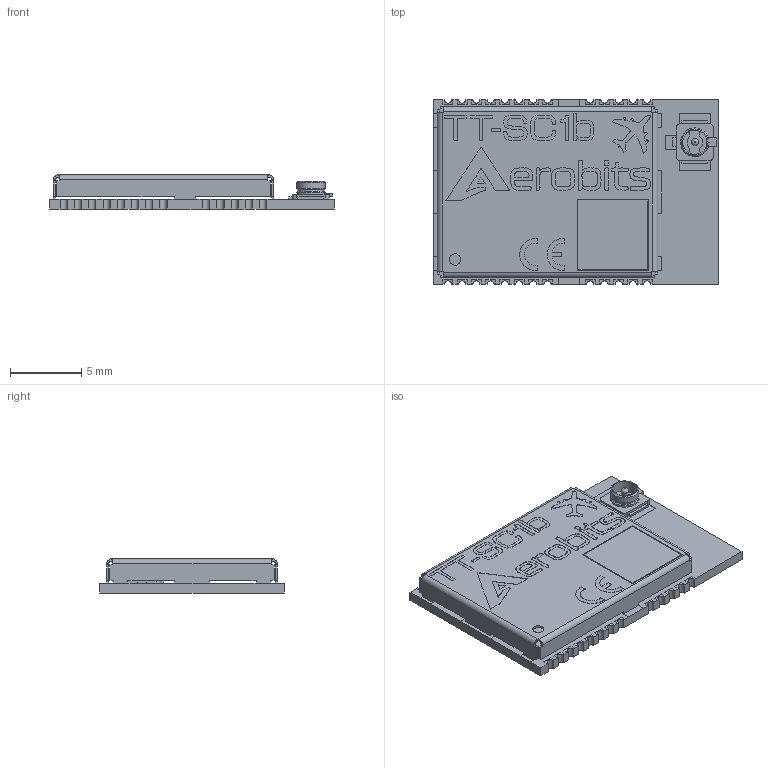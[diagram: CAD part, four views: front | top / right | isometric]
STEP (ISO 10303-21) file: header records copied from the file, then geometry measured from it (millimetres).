
FILE_DESCRIPTION(/* description */ (''),/* implementation_level */ '2;1');
FILE_NAME(/* name */ 'TT-SC1b.step',/* time_stamp */ '2023-05-17T13:50:13+02:00',/* author */ (''),/* organization */ (''),/* preprocessor_version */ 'ST-DEVELOPER v19.2',/* originating_system */ 'Autodesk Translation Framework v12.4.0.73',/* authorisation */ '');
FILE_SCHEMA (('AUTOMOTIVE_DESIGN { 1 0 10303 214 3 1 1 }'));
Length unit declared in the file: millimetre
Products named in the file (4): TT-SC1b; PCB_SC1b; SC_shield_3D; U.FL-R-SMT-1
Assembly tree (3 placements, depth 2):
  TT-SC1b
    PCB_SC1b
    SC_shield_3D
    U.FL-R-SMT-1
Bounding box: 20 x 13 x 2.4 mm (x, y, z)
Volume: 221.1 mm3; surface area: 1117.5 mm2
Topology: 3 solids, 3 shells, 1182 faces, 3391 edges, 2249 vertices
Faces by surface type: plane 927, cylinder 251, cone 3, bspline 1
Full cylindrical faces by diameter (mm): 0.5 x1, 0.8 x1, 1.7 x1, 1.86 x1, 2 x2
Entity records: 38633 total; most frequent: CARTESIAN_POINT 6855, ORIENTED_EDGE 6782, DIRECTION 6281, EDGE_CURVE 3391, LINE 2877, VECTOR 2877, VERTEX_POINT 2249, AXIS2_PLACEMENT_3D 1702
